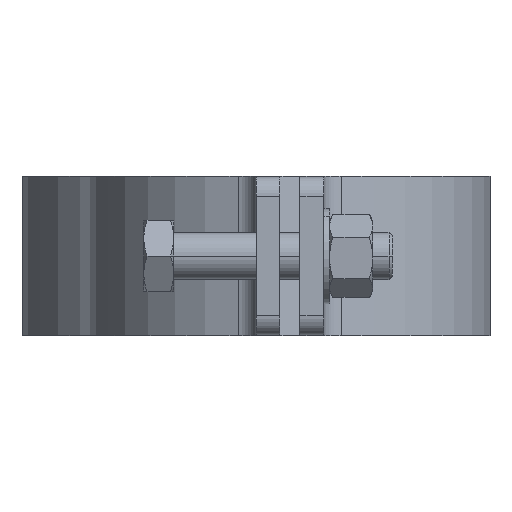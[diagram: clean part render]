
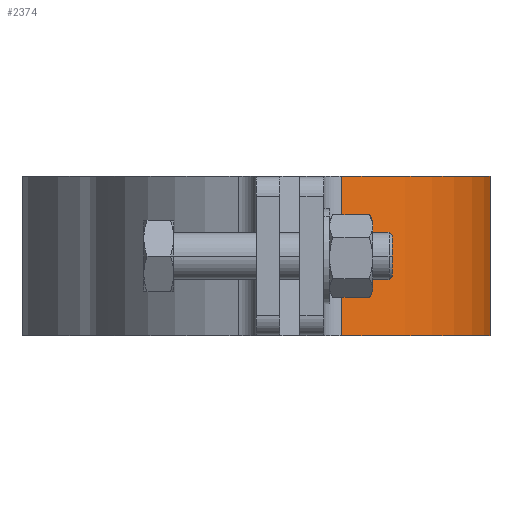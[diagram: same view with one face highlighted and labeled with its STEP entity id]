
A CAD part, left-side view. The second image highlights one B-rep face of the part: STEP entity #2374.
In plain terms, the highlighted cylindrical face has radius 50.5 mm (diameter 101 mm), a partial arc.
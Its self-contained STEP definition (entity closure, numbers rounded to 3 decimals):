
#326 = CARTESIAN_POINT ( 'NONE',  ( -48.809, 12.96, 20. ) ) ;
#465 = CARTESIAN_POINT ( 'NONE',  ( 0., 0., 20. ) ) ;
#629 = CARTESIAN_POINT ( 'NONE',  ( -48.809, 12.96, -20. ) ) ;
#658 = VECTOR ( 'NONE', #1710, 1000. ) ;
#735 = VECTOR ( 'NONE', #3034, 1000. ) ;
#769 = DIRECTION ( 'NONE',  ( -1., 0., 0. ) ) ;
#880 = AXIS2_PLACEMENT_3D ( 'NONE', #465, #2450, #769 ) ;
#949 = CIRCLE ( 'NONE', #4297, 50.5 ) ;
#968 = CARTESIAN_POINT ( 'NONE',  ( 48.809, 12.96, 20. ) ) ;
#1100 = CYLINDRICAL_SURFACE ( 'NONE', #880, 50.5 ) ;
#1170 = AXIS2_PLACEMENT_3D ( 'NONE', #4286, #3290, #1944 ) ;
#1316 = CIRCLE ( 'NONE', #1170, 50.5 ) ;
#1525 = ORIENTED_EDGE ( 'NONE', *, *, #2402, .T. ) ;
#1646 = CARTESIAN_POINT ( 'NONE',  ( 48.809, 12.96, 20. ) ) ;
#1701 = LINE ( 'NONE', #326, #735 ) ;
#1710 = DIRECTION ( 'NONE',  ( 0., 0., -1. ) ) ;
#1754 = VERTEX_POINT ( 'NONE', #1646 ) ;
#1849 = ORIENTED_EDGE ( 'NONE', *, *, #2585, .F. ) ;
#1944 = DIRECTION ( 'NONE',  ( 1., 0., 0. ) ) ;
#2000 = ORIENTED_EDGE ( 'NONE', *, *, #2943, .F. ) ;
#2155 = EDGE_CURVE ( 'NONE', #1754, #2584, #3063, .T. ) ;
#2161 = VERTEX_POINT ( 'NONE', #629 ) ;
#2374 = ADVANCED_FACE ( 'NONE', ( #3101 ), #1100, .T. ) ;
#2402 = EDGE_CURVE ( 'NONE', #2579, #1754, #949, .T. ) ;
#2450 = DIRECTION ( 'NONE',  ( 0., 0., -1. ) ) ;
#2579 = VERTEX_POINT ( 'NONE', #3607 ) ;
#2584 = VERTEX_POINT ( 'NONE', #4312 ) ;
#2585 = EDGE_CURVE ( 'NONE', #2161, #2584, #1316, .T. ) ;
#2837 = ORIENTED_EDGE ( 'NONE', *, *, #2155, .T. ) ;
#2904 = DIRECTION ( 'NONE',  ( 0., 0., -1. ) ) ;
#2943 = EDGE_CURVE ( 'NONE', #2579, #2161, #1701, .T. ) ;
#3034 = DIRECTION ( 'NONE',  ( 0., 0., -1. ) ) ;
#3063 = LINE ( 'NONE', #968, #658 ) ;
#3101 = FACE_OUTER_BOUND ( 'NONE', #3451, .T. ) ;
#3290 = DIRECTION ( 'NONE',  ( 0., 0., -1. ) ) ;
#3451 = EDGE_LOOP ( 'NONE', ( #1849, #2000, #1525, #2837 ) ) ;
#3607 = CARTESIAN_POINT ( 'NONE',  ( -48.809, 12.96, 20. ) ) ;
#4179 = CARTESIAN_POINT ( 'NONE',  ( 0., 0., 20. ) ) ;
#4220 = DIRECTION ( 'NONE',  ( 1., 0., 0. ) ) ;
#4286 = CARTESIAN_POINT ( 'NONE',  ( 0., 0., -20. ) ) ;
#4297 = AXIS2_PLACEMENT_3D ( 'NONE', #4179, #2904, #4220 ) ;
#4312 = CARTESIAN_POINT ( 'NONE',  ( 48.809, 12.96, -20. ) ) ;
